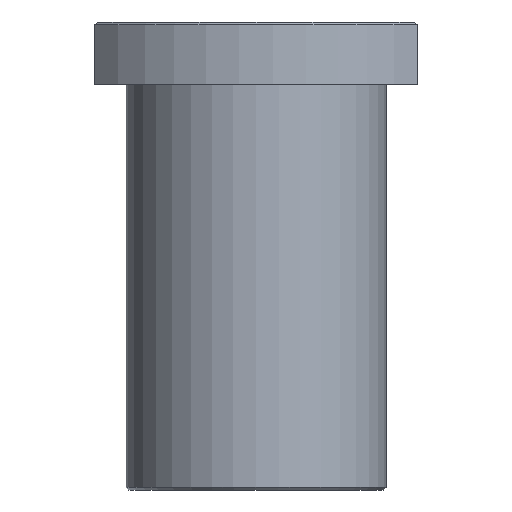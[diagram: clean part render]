
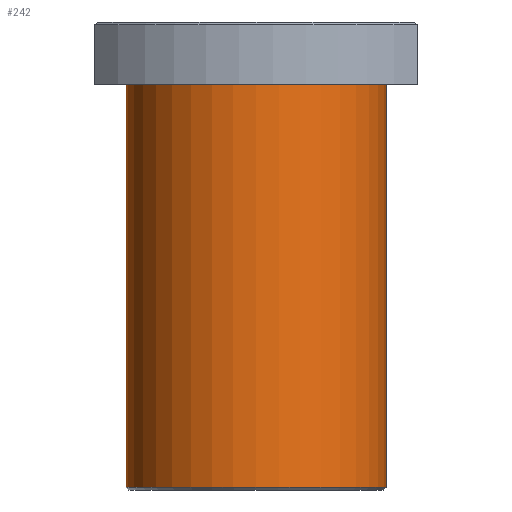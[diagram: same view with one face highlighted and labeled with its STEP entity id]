
A CAD part, front view. The second image highlights one B-rep face of the part: STEP entity #242.
In plain terms, the highlighted cylindrical face has radius 25 mm (diameter 50 mm), a full revolution.
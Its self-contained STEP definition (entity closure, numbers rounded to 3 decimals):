
#194=CYLINDRICAL_SURFACE('',#2434,25.);
#206=CIRCLE('',#2432,25.);
#207=CIRCLE('',#2433,25.);
#242=ADVANCED_FACE('',(#634,#635),#194,.T.);
#634=FACE_BOUND('',#723,.T.);
#635=FACE_BOUND('',#724,.T.);
#723=EDGE_LOOP('',(#984));
#724=EDGE_LOOP('',(#985));
#984=ORIENTED_EDGE('',*,*,#1842,.T.);
#985=ORIENTED_EDGE('',*,*,#1843,.F.);
#1620=VERTEX_POINT('',#3509);
#1621=VERTEX_POINT('',#3511);
#1842=EDGE_CURVE('',#1620,#1620,#206,.T.);
#1843=EDGE_CURVE('',#1621,#1621,#207,.T.);
#2432=AXIS2_PLACEMENT_3D('',#3508,#2640,#2641);
#2433=AXIS2_PLACEMENT_3D('',#3510,#2642,#2643);
#2434=AXIS2_PLACEMENT_3D('',#3512,#2644,#2645);
#2640=DIRECTION('',(0.,0.,1.));
#2641=DIRECTION('',(-1.,0.,0.));
#2642=DIRECTION('',(0.,0.,1.));
#2643=DIRECTION('',(1.,0.,0.));
#2644=DIRECTION('',(0.,0.,-1.));
#2645=DIRECTION('',(1.,0.,0.));
#3508=CARTESIAN_POINT('',(0.,0.,-89.5));
#3509=CARTESIAN_POINT('',(-25.,0.,-89.5));
#3510=CARTESIAN_POINT('',(0.,0.,-12.));
#3511=CARTESIAN_POINT('',(25.,0.,-12.));
#3512=CARTESIAN_POINT('',(0.,0.,0.));
